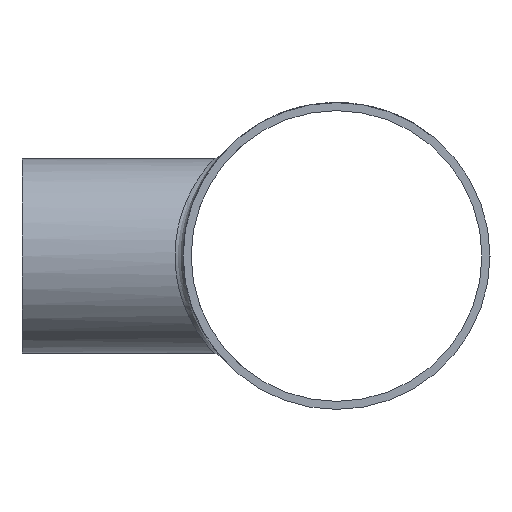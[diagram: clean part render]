
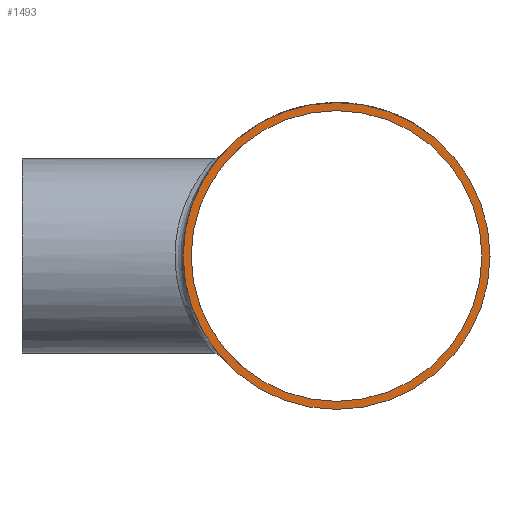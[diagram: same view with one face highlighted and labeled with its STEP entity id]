
A CAD part, left-side view. The second image highlights one B-rep face of the part: STEP entity #1493.
In plain terms, the highlighted planar face has unit normal (-1, 0, 0).
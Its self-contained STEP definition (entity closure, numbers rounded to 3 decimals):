
#1493 = ADVANCED_FACE ( 'NONE', ( #5910, #18300 ), #16506, .T. ) ;
#2200 = CIRCLE ( 'NONE', #8714, 36.05 ) ;
#2650 = ORIENTED_EDGE ( 'NONE', *, *, #14424, .T. ) ;
#5668 = DIRECTION ( 'NONE',  ( -1., 0., 0. ) ) ;
#5910 = FACE_BOUND ( 'NONE', #19918, .T. ) ;
#7096 = CARTESIAN_POINT ( 'NONE',  ( -90., 0., 36.05 ) ) ;
#7443 = VERTEX_POINT ( 'NONE', #7096 ) ;
#8714 = AXIS2_PLACEMENT_3D ( 'NONE', #14617, #10763, #18096 ) ;
#8779 = CARTESIAN_POINT ( 'NONE',  ( -90., 0., 38.05 ) ) ;
#10763 = DIRECTION ( 'NONE',  ( -1., 0., 0. ) ) ;
#11205 = DIRECTION ( 'NONE',  ( -1., 0., 0. ) ) ;
#11446 = CARTESIAN_POINT ( 'NONE',  ( -90., 0., 0. ) ) ;
#12567 = CIRCLE ( 'NONE', #22894, 38.05 ) ;
#13092 = ORIENTED_EDGE ( 'NONE', *, *, #14015, .F. ) ;
#13252 = DIRECTION ( 'NONE',  ( 0., 0., 1. ) ) ;
#14015 = EDGE_CURVE ( 'NONE', #7443, #7443, #2200, .T. ) ;
#14424 = EDGE_CURVE ( 'NONE', #14786, #14786, #12567, .T. ) ;
#14617 = CARTESIAN_POINT ( 'NONE',  ( -90., 0., 0. ) ) ;
#14786 = VERTEX_POINT ( 'NONE', #8779 ) ;
#14817 = CARTESIAN_POINT ( 'NONE',  ( -90., 0., 0. ) ) ;
#16506 = PLANE ( 'NONE',  #22460 ) ;
#18096 = DIRECTION ( 'NONE',  ( 0., 0., 1. ) ) ;
#18300 = FACE_OUTER_BOUND ( 'NONE', #20394, .T. ) ;
#18542 = DIRECTION ( 'NONE',  ( 0., 0., 1. ) ) ;
#19918 = EDGE_LOOP ( 'NONE', ( #13092 ) ) ;
#20394 = EDGE_LOOP ( 'NONE', ( #2650 ) ) ;
#22460 = AXIS2_PLACEMENT_3D ( 'NONE', #11446, #11205, #18542 ) ;
#22894 = AXIS2_PLACEMENT_3D ( 'NONE', #14817, #5668, #13252 ) ;
